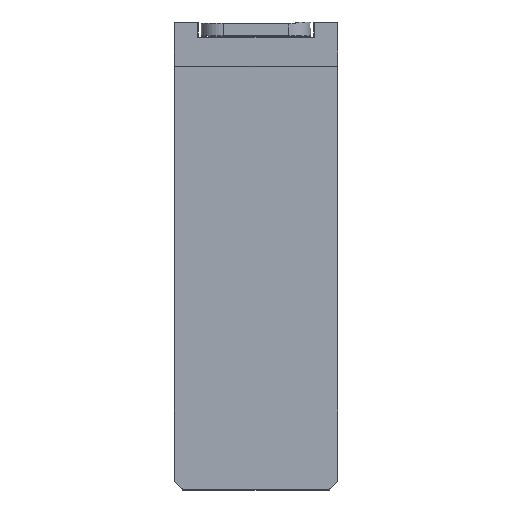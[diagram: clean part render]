
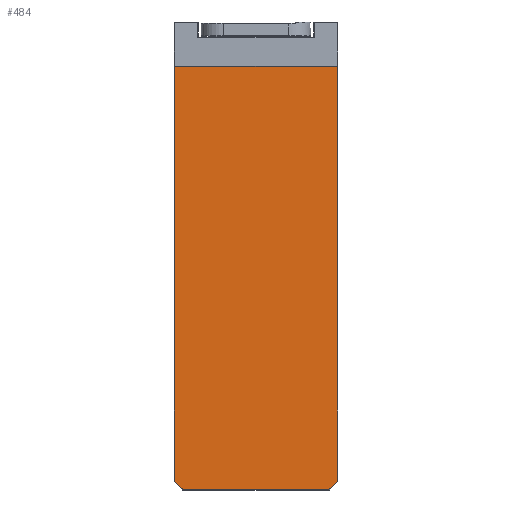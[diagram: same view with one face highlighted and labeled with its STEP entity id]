
A CAD part, left-side view. The second image highlights one B-rep face of the part: STEP entity #484.
In plain terms, the highlighted planar face has unit normal (-1, 0, 0).
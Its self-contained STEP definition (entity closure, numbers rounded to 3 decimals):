
#1=DIRECTION('',(0.,-1.,0.));
#2=VECTOR('',#1,66.834);
#3=CARTESIAN_POINT('',(0.,33.417,-99.8));
#4=LINE('',#3,#2);
#5=DIRECTION('',(0.,-0.707,-0.707));
#6=VECTOR('',#5,5.491);
#7=CARTESIAN_POINT('',(0.,37.3,-95.917));
#8=LINE('',#7,#6);
#9=DIRECTION('',(0.,0.,-1.));
#10=VECTOR('',#9,191.834);
#11=CARTESIAN_POINT('',(0.,37.3,95.917));
#12=LINE('',#11,#10);
#13=DIRECTION('',(0.,0.707,-0.707));
#14=VECTOR('',#13,5.491);
#15=CARTESIAN_POINT('',(0.,33.417,99.8));
#16=LINE('',#15,#14);
#17=DIRECTION('',(0.,1.,0.));
#18=VECTOR('',#17,66.834);
#19=CARTESIAN_POINT('',(0.,-33.417,99.8));
#20=LINE('',#19,#18);
#21=DIRECTION('',(0.,0.707,0.707));
#22=VECTOR('',#21,5.491);
#23=CARTESIAN_POINT('',(0.,-37.3,95.917));
#24=LINE('',#23,#22);
#25=DIRECTION('',(0.,0.,1.));
#26=VECTOR('',#25,191.834);
#27=CARTESIAN_POINT('',(0.,-37.3,-95.917));
#28=LINE('',#27,#26);
#29=DIRECTION('',(0.,-0.707,0.707));
#30=VECTOR('',#29,5.491);
#31=CARTESIAN_POINT('',(0.,-33.417,-99.8));
#32=LINE('',#31,#30);
#33=CARTESIAN_POINT('',(0.,15.,97.));
#34=DIRECTION('',(1.,0.,0.));
#35=DIRECTION('',(0.,-1.,0.));
#36=AXIS2_PLACEMENT_3D('',#33,#34,#35);
#38=CARTESIAN_POINT('',(0.,15.,97.));
#39=DIRECTION('',(1.,0.,0.));
#40=DIRECTION('',(0.,1.,0.));
#41=AXIS2_PLACEMENT_3D('',#38,#39,#40);
#43=CARTESIAN_POINT('',(0.,-15.,97.));
#44=DIRECTION('',(1.,0.,0.));
#45=DIRECTION('',(0.,-1.,0.));
#46=AXIS2_PLACEMENT_3D('',#43,#44,#45);
#48=CARTESIAN_POINT('',(0.,-15.,97.));
#49=DIRECTION('',(1.,0.,0.));
#50=DIRECTION('',(0.,1.,0.));
#51=AXIS2_PLACEMENT_3D('',#48,#49,#50);
#405=CARTESIAN_POINT('',(0.,33.417,-99.8));
#406=CARTESIAN_POINT('',(0.,-33.417,-99.8));
#407=VERTEX_POINT('',#405);
#408=VERTEX_POINT('',#406);
#409=CARTESIAN_POINT('',(0.,-37.3,-95.917));
#410=VERTEX_POINT('',#409);
#415=CARTESIAN_POINT('',(0.,-37.3,95.917));
#416=VERTEX_POINT('',#415);
#417=CARTESIAN_POINT('',(0.,-33.417,99.8));
#418=VERTEX_POINT('',#417);
#423=CARTESIAN_POINT('',(0.,33.417,99.8));
#424=VERTEX_POINT('',#423);
#425=CARTESIAN_POINT('',(0.,37.3,95.917));
#426=VERTEX_POINT('',#425);
#431=CARTESIAN_POINT('',(0.,37.3,-95.917));
#432=VERTEX_POINT('',#431);
#433=CARTESIAN_POINT('',(0.,13.55,97.));
#434=CARTESIAN_POINT('',(0.,16.45,97.));
#435=VERTEX_POINT('',#433);
#436=VERTEX_POINT('',#434);
#441=CARTESIAN_POINT('',(0.,-16.45,97.));
#442=CARTESIAN_POINT('',(0.,-13.55,97.));
#443=VERTEX_POINT('',#441);
#444=VERTEX_POINT('',#442);
#449=CARTESIAN_POINT('',(0.,0.,0.));
#450=DIRECTION('',(1.,0.,0.));
#451=DIRECTION('',(0.,-1.,0.));
#452=AXIS2_PLACEMENT_3D('',#449,#450,#451);
#453=PLANE('',#452);
#455=ORIENTED_EDGE('',*,*,#454,.F.);
#457=ORIENTED_EDGE('',*,*,#456,.F.);
#459=ORIENTED_EDGE('',*,*,#458,.F.);
#461=ORIENTED_EDGE('',*,*,#460,.F.);
#463=ORIENTED_EDGE('',*,*,#462,.F.);
#465=ORIENTED_EDGE('',*,*,#464,.F.);
#467=ORIENTED_EDGE('',*,*,#466,.F.);
#469=ORIENTED_EDGE('',*,*,#468,.F.);
#470=EDGE_LOOP('',(#455,#457,#459,#461,#463,#465,#467,#469));
#471=FACE_OUTER_BOUND('',#470,.F.);
#473=ORIENTED_EDGE('',*,*,#472,.F.);
#475=ORIENTED_EDGE('',*,*,#474,.F.);
#476=EDGE_LOOP('',(#473,#475));
#477=FACE_BOUND('',#476,.F.);
#479=ORIENTED_EDGE('',*,*,#478,.F.);
#481=ORIENTED_EDGE('',*,*,#480,.F.);
#482=EDGE_LOOP('',(#479,#481));
#483=FACE_BOUND('',#482,.F.);
#484=ADVANCED_FACE('',(#471,#477,#483),#453,.F.);
#37=CIRCLE('',#36,1.45);
#42=CIRCLE('',#41,1.45);
#47=CIRCLE('',#46,1.45);
#52=CIRCLE('',#51,1.45);
#454=EDGE_CURVE('',#407,#408,#4,.T.);
#456=EDGE_CURVE('',#432,#407,#8,.T.);
#458=EDGE_CURVE('',#426,#432,#12,.T.);
#460=EDGE_CURVE('',#424,#426,#16,.T.);
#462=EDGE_CURVE('',#418,#424,#20,.T.);
#464=EDGE_CURVE('',#416,#418,#24,.T.);
#466=EDGE_CURVE('',#410,#416,#28,.T.);
#468=EDGE_CURVE('',#408,#410,#32,.T.);
#472=EDGE_CURVE('',#435,#436,#37,.T.);
#474=EDGE_CURVE('',#436,#435,#42,.T.);
#478=EDGE_CURVE('',#443,#444,#47,.T.);
#480=EDGE_CURVE('',#444,#443,#52,.T.);
